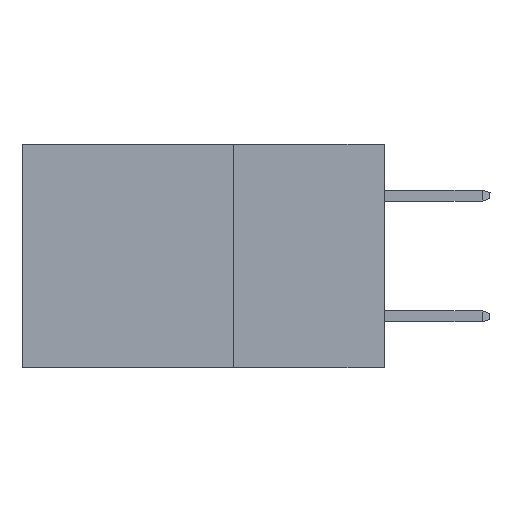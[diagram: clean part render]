
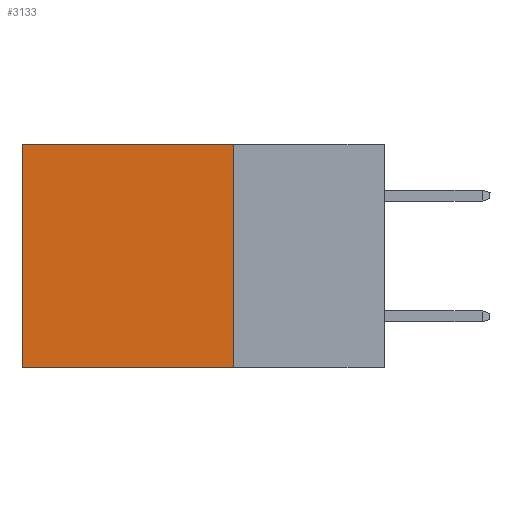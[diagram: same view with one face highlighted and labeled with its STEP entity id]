
A CAD part, left-side view. The second image highlights one B-rep face of the part: STEP entity #3133.
In plain terms, the highlighted planar face has unit normal (-1, 0, 0).
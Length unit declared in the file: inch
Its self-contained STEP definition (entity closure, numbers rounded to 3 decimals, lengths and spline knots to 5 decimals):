
#375 = LINE ( 'NONE', #2567, #4463 ) ;
#845 = DIRECTION ( 'NONE',  ( 0., 1., 0. ) ) ;
#1134 = ORIENTED_EDGE ( 'NONE', *, *, #3018, .F. ) ;
#1184 = DIRECTION ( 'NONE',  ( 0., 0., -1. ) ) ;
#1201 = EDGE_LOOP ( 'NONE', ( #4014, #2004, #1134, #7197 ) ) ;
#1312 = CARTESIAN_POINT ( 'NONE',  ( 0.298, 0.6, 0. ) ) ;
#1316 = CARTESIAN_POINT ( 'NONE',  ( 0.298, 0.25, 0. ) ) ;
#1451 = LINE ( 'NONE', #1312, #4297 ) ;
#1504 = VECTOR ( 'NONE', #1184, 39.37008 ) ;
#2004 = ORIENTED_EDGE ( 'NONE', *, *, #3562, .F. ) ;
#2270 = VERTEX_POINT ( 'NONE', #4730 ) ;
#2567 = CARTESIAN_POINT ( 'NONE',  ( 0.298, 0.25, -0.37 ) ) ;
#3018 = EDGE_CURVE ( 'NONE', #6198, #6164, #6292, .T. ) ;
#3133 = ADVANCED_FACE ( 'NONE', ( #4113 ), #9276, .F. ) ;
#3562 = EDGE_CURVE ( 'NONE', #6164, #2270, #375, .T. ) ;
#3832 = EDGE_CURVE ( 'NONE', #6198, #6589, #6978, .T. ) ;
#4014 = ORIENTED_EDGE ( 'NONE', *, *, #6150, .T. ) ;
#4113 = FACE_OUTER_BOUND ( 'NONE', #1201, .T. ) ;
#4234 = DIRECTION ( 'NONE',  ( 1., 0., 0. ) ) ;
#4297 = VECTOR ( 'NONE', #6462, 39.37008 ) ;
#4463 = VECTOR ( 'NONE', #7852, 39.37008 ) ;
#4730 = CARTESIAN_POINT ( 'NONE',  ( 0.298, 0.6, -0.37 ) ) ;
#5199 = AXIS2_PLACEMENT_3D ( 'NONE', #1316, #4234, #8615 ) ;
#5557 = CARTESIAN_POINT ( 'NONE',  ( 0.298, 0.25, 0. ) ) ;
#5763 = CARTESIAN_POINT ( 'NONE',  ( 0.298, 0.25, 0. ) ) ;
#6068 = VECTOR ( 'NONE', #845, 39.37008 ) ;
#6150 = EDGE_CURVE ( 'NONE', #6589, #2270, #1451, .T. ) ;
#6164 = VERTEX_POINT ( 'NONE', #7133 ) ;
#6198 = VERTEX_POINT ( 'NONE', #5763 ) ;
#6292 = LINE ( 'NONE', #5557, #1504 ) ;
#6462 = DIRECTION ( 'NONE',  ( 0., 0., -1. ) ) ;
#6589 = VERTEX_POINT ( 'NONE', #8331 ) ;
#6978 = LINE ( 'NONE', #7998, #6068 ) ;
#7133 = CARTESIAN_POINT ( 'NONE',  ( 0.298, 0.25, -0.37 ) ) ;
#7197 = ORIENTED_EDGE ( 'NONE', *, *, #3832, .T. ) ;
#7852 = DIRECTION ( 'NONE',  ( 0., 1., 0. ) ) ;
#7998 = CARTESIAN_POINT ( 'NONE',  ( 0.298, 0.25, 0. ) ) ;
#8331 = CARTESIAN_POINT ( 'NONE',  ( 0.298, 0.6, 0. ) ) ;
#8615 = DIRECTION ( 'NONE',  ( 0., 0., -1. ) ) ;
#9276 = PLANE ( 'NONE',  #5199 ) ;
